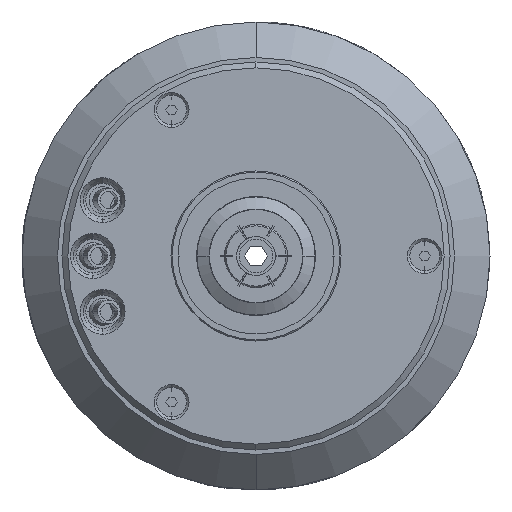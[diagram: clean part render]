
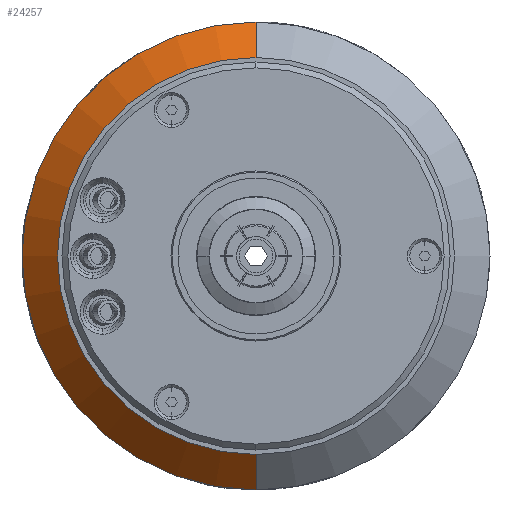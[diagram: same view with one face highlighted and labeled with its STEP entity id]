
A CAD part, left-side view. The second image highlights one B-rep face of the part: STEP entity #24257.
In plain terms, the highlighted conical face has half-angle 45 degrees and reference radius 60 mm.
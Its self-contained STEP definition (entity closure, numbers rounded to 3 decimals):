
#157 = AXIS2_PLACEMENT_3D ( 'NONE', #23222, #23570, #23259 ) ;
#1542 = CONICAL_SURFACE ( 'NONE', #157, 60., 0.785 ) ;
#1546 = FACE_OUTER_BOUND ( 'NONE', #19663, .T. ) ;
#4808 = CARTESIAN_POINT ( 'NONE',  ( -262.4, 0., 0. ) ) ;
#4814 = CARTESIAN_POINT ( 'NONE',  ( -262.4, 0., 60. ) ) ;
#4831 = CARTESIAN_POINT ( 'NONE',  ( -271.5, 0., 0. ) ) ;
#4837 = DIRECTION ( 'NONE',  ( 0., 0., 1. ) ) ;
#4838 = DIRECTION ( 'NONE',  ( -1., 0., 0. ) ) ;
#4845 = DIRECTION ( 'NONE',  ( 0., 0., 1. ) ) ;
#4847 = CARTESIAN_POINT ( 'NONE',  ( -262.4, 0., -60. ) ) ;
#4849 = DIRECTION ( 'NONE',  ( 0.707, 0., 0.707 ) ) ;
#4851 = DIRECTION ( 'NONE',  ( -1., 0., 0. ) ) ;
#4867 = DIRECTION ( 'NONE',  ( 0.707, 0., -0.707 ) ) ;
#9539 = EDGE_CURVE ( 'NONE', #11981, #11973, #13943, .T. ) ;
#9542 = EDGE_CURVE ( 'NONE', #11981, #12121, #13939, .T. ) ;
#9543 = EDGE_CURVE ( 'NONE', #11973, #12088, #13940, .T. ) ;
#9544 = EDGE_CURVE ( 'NONE', #12121, #12088, #13937, .T. ) ;
#11973 = VERTEX_POINT ( 'NONE', #24933 ) ;
#11981 = VERTEX_POINT ( 'NONE', #24924 ) ;
#12088 = VERTEX_POINT ( 'NONE', #22349 ) ;
#12121 = VERTEX_POINT ( 'NONE', #22516 ) ;
#13935 = VECTOR ( 'NONE', #4867, 1000. ) ;
#13937 = LINE ( 'NONE', #4847, #13935 ) ;
#13939 = CIRCLE ( 'NONE', #18053, 50.9 ) ;
#13940 = CIRCLE ( 'NONE', #18052, 60. ) ;
#13941 = VECTOR ( 'NONE', #4849, 1000. ) ;
#13943 = LINE ( 'NONE', #4814, #13941 ) ;
#18052 = AXIS2_PLACEMENT_3D ( 'NONE', #4808, #4838, #4845 ) ;
#18053 = AXIS2_PLACEMENT_3D ( 'NONE', #4831, #4851, #4837 ) ;
#19663 = EDGE_LOOP ( 'NONE', ( #22198, #21819, #22234, #21694 ) ) ;
#21694 = ORIENTED_EDGE ( 'NONE', *, *, #9544, .F. ) ;
#21819 = ORIENTED_EDGE ( 'NONE', *, *, #9539, .T. ) ;
#22198 = ORIENTED_EDGE ( 'NONE', *, *, #9542, .F. ) ;
#22234 = ORIENTED_EDGE ( 'NONE', *, *, #9543, .T. ) ;
#22349 = CARTESIAN_POINT ( 'NONE',  ( -262.4, 0., -60. ) ) ;
#22516 = CARTESIAN_POINT ( 'NONE',  ( -271.5, 0., -50.9 ) ) ;
#23222 = CARTESIAN_POINT ( 'NONE',  ( -262.4, 0., 0. ) ) ;
#23259 = DIRECTION ( 'NONE',  ( 0., 0., -1. ) ) ;
#23570 = DIRECTION ( 'NONE',  ( 1., 0., 0. ) ) ;
#24257 = ADVANCED_FACE ( 'NONE', ( #1546 ), #1542, .T. ) ;
#24924 = CARTESIAN_POINT ( 'NONE',  ( -271.5, 0., 50.9 ) ) ;
#24933 = CARTESIAN_POINT ( 'NONE',  ( -262.4, 0., 60. ) ) ;
